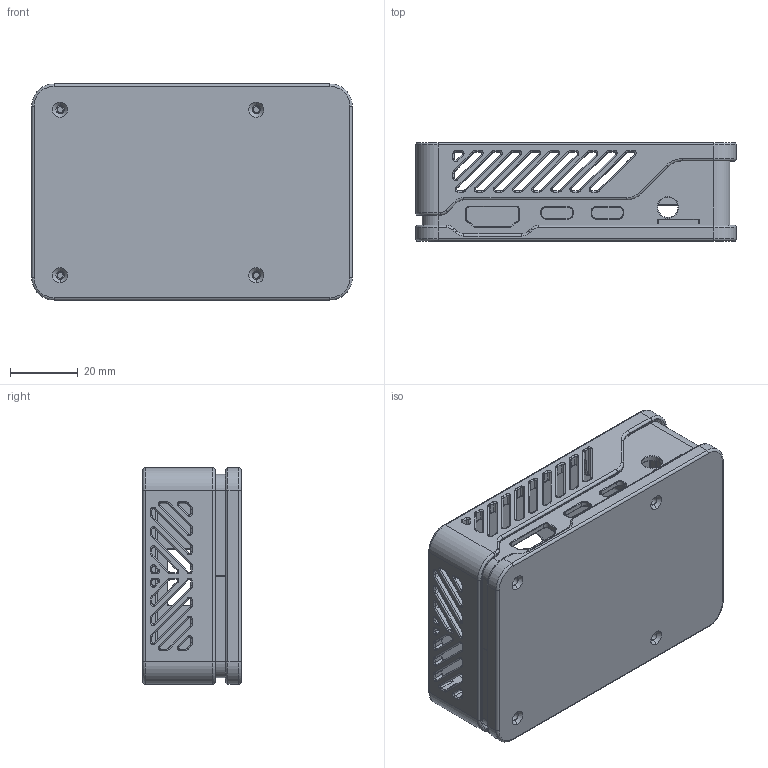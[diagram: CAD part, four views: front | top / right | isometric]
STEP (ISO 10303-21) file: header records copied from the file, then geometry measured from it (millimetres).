
FILE_DESCRIPTION (( 'STEP AP203' ), '1' );
FILE_NAME ('Dev Board case.STEP', '2019-04-23T18:00:59', ( '' ), ( '' ), 'SwSTEP 2.0', 'SolidWorks 2016', '' );
FILE_SCHEMA (( 'CONFIG_CONTROL_DESIGN' ));
Length unit declared in the file: millimetre
Products named in the file (1): Dev Board case
Bounding box: 94.8 x 29.1 x 63.9 mm (x, y, z)
Volume: 40316.5 mm3; surface area: 45226.2 mm2
Topology: 3 solids, 3 shells, 1426 faces, 3444 edges, 2004 vertices
Faces by surface type: cylinder 679, torus 422, plane 253, bspline 64, cone 8
Entity records: 44574 total; most frequent: CARTESIAN_POINT 10465, DIRECTION 7874, ORIENTED_EDGE 6864, EDGE_CURVE 3432, AXIS2_PLACEMENT_3D 3228, VERTEX_POINT 2004, CIRCLE 1865, EDGE_LOOP 1508
